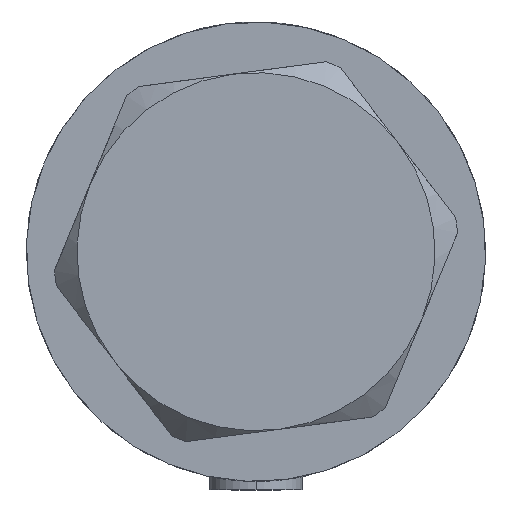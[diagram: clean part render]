
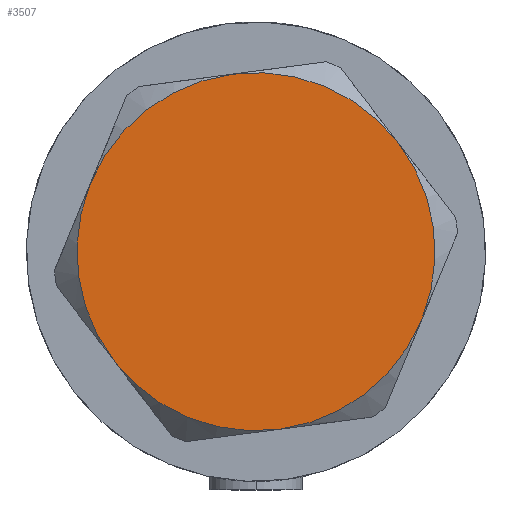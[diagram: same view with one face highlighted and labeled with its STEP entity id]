
A CAD part, left-side view. The second image highlights one B-rep face of the part: STEP entity #3507.
In plain terms, the highlighted face is planar.
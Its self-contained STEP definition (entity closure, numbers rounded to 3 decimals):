
#56 = CIRCLE ( 'NONE', #2355, 23. ) ;
#58 = DIRECTION ( 'NONE',  ( 1., 0., 0. ) ) ;
#88 = DIRECTION ( 'NONE',  ( 1., 0., 0. ) ) ;
#123 = AXIS2_PLACEMENT_3D ( 'NONE', #2524, #2179, #3701 ) ;
#355 = DIRECTION ( 'NONE',  ( 0., 0., 1. ) ) ;
#364 = EDGE_CURVE ( 'NONE', #4584, #847, #56, .T. ) ;
#416 = CARTESIAN_POINT ( 'NONE',  ( 0., 0., 13. ) ) ;
#421 = CIRCLE ( 'NONE', #3121, 23. ) ;
#544 = EDGE_CURVE ( 'NONE', #847, #588, #567, .T. ) ;
#567 = CIRCLE ( 'NONE', #3351, 23. ) ;
#583 = CIRCLE ( 'NONE', #4623, 23. ) ;
#588 = VERTEX_POINT ( 'NONE', #1270 ) ;
#759 = DIRECTION ( 'NONE',  ( 0., 0., 1. ) ) ;
#847 = VERTEX_POINT ( 'NONE', #2537 ) ;
#944 = ORIENTED_EDGE ( 'NONE', *, *, #2932, .T. ) ;
#1075 = PLANE ( 'NONE',  #123 ) ;
#1140 = CIRCLE ( 'NONE', #4550, 23. ) ;
#1163 = DIRECTION ( 'NONE',  ( 0., 0., 1. ) ) ;
#1171 = VERTEX_POINT ( 'NONE', #4184 ) ;
#1205 = ORIENTED_EDGE ( 'NONE', *, *, #1622, .T. ) ;
#1236 = ORIENTED_EDGE ( 'NONE', *, *, #2546, .T. ) ;
#1270 = CARTESIAN_POINT ( 'NONE',  ( -23., 0., 13. ) ) ;
#1563 = CIRCLE ( 'NONE', #3697, 23. ) ;
#1622 = EDGE_CURVE ( 'NONE', #1171, #4578, #1563, .T. ) ;
#1842 = DIRECTION ( 'NONE',  ( 0., 0., 1. ) ) ;
#2179 = DIRECTION ( 'NONE',  ( 0., 0., 1. ) ) ;
#2268 = DIRECTION ( 'NONE',  ( 0., 0., 1. ) ) ;
#2355 = AXIS2_PLACEMENT_3D ( 'NONE', #2588, #759, #3525 ) ;
#2524 = CARTESIAN_POINT ( 'NONE',  ( 0., 0., 13. ) ) ;
#2537 = CARTESIAN_POINT ( 'NONE',  ( -11.5, 19.919, 13. ) ) ;
#2546 = EDGE_CURVE ( 'NONE', #588, #3565, #583, .T. ) ;
#2588 = CARTESIAN_POINT ( 'NONE',  ( 0., 0., 13. ) ) ;
#2710 = ORIENTED_EDGE ( 'NONE', *, *, #364, .T. ) ;
#2932 = EDGE_CURVE ( 'NONE', #4578, #4584, #1140, .T. ) ;
#3121 = AXIS2_PLACEMENT_3D ( 'NONE', #3372, #1842, #88 ) ;
#3287 = FACE_OUTER_BOUND ( 'NONE', #4412, .T. ) ;
#3351 = AXIS2_PLACEMENT_3D ( 'NONE', #416, #2268, #3377 ) ;
#3372 = CARTESIAN_POINT ( 'NONE',  ( 0., 0., 13. ) ) ;
#3377 = DIRECTION ( 'NONE',  ( 1., 0., 0. ) ) ;
#3410 = DIRECTION ( 'NONE',  ( 0., 0., 1. ) ) ;
#3507 = ADVANCED_FACE ( 'NONE', ( #3287 ), #1075, .T. ) ;
#3525 = DIRECTION ( 'NONE',  ( 1., 0., 0. ) ) ;
#3565 = VERTEX_POINT ( 'NONE', #4094 ) ;
#3670 = CARTESIAN_POINT ( 'NONE',  ( 0., 0., 13. ) ) ;
#3697 = AXIS2_PLACEMENT_3D ( 'NONE', #4180, #3410, #4542 ) ;
#3701 = DIRECTION ( 'NONE',  ( 1., 0., 0. ) ) ;
#3720 = CARTESIAN_POINT ( 'NONE',  ( 23., 0., 13. ) ) ;
#3785 = ORIENTED_EDGE ( 'NONE', *, *, #544, .T. ) ;
#3981 = ORIENTED_EDGE ( 'NONE', *, *, #4108, .T. ) ;
#4094 = CARTESIAN_POINT ( 'NONE',  ( -11.5, -19.919, 13. ) ) ;
#4108 = EDGE_CURVE ( 'NONE', #3565, #1171, #421, .T. ) ;
#4180 = CARTESIAN_POINT ( 'NONE',  ( 0., 0., 13. ) ) ;
#4184 = CARTESIAN_POINT ( 'NONE',  ( 11.5, -19.919, 13. ) ) ;
#4222 = CARTESIAN_POINT ( 'NONE',  ( 0., 0., 13. ) ) ;
#4241 = CARTESIAN_POINT ( 'NONE',  ( 11.5, 19.919, 13. ) ) ;
#4351 = DIRECTION ( 'NONE',  ( 1., 0., 0. ) ) ;
#4412 = EDGE_LOOP ( 'NONE', ( #1205, #944, #2710, #3785, #1236, #3981 ) ) ;
#4542 = DIRECTION ( 'NONE',  ( 1., 0., 0. ) ) ;
#4550 = AXIS2_PLACEMENT_3D ( 'NONE', #3670, #355, #4351 ) ;
#4578 = VERTEX_POINT ( 'NONE', #3720 ) ;
#4584 = VERTEX_POINT ( 'NONE', #4241 ) ;
#4623 = AXIS2_PLACEMENT_3D ( 'NONE', #4222, #1163, #58 ) ;
